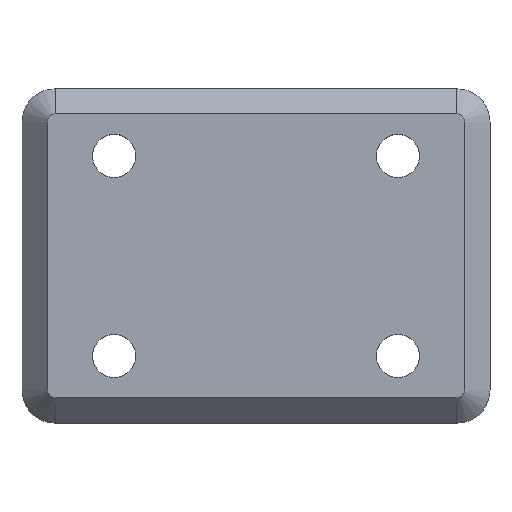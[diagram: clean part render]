
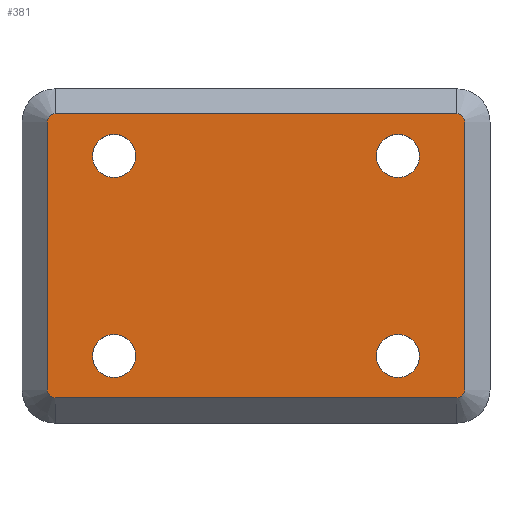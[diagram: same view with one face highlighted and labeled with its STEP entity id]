
A CAD part, top view. The second image highlights one B-rep face of the part: STEP entity #381.
In plain terms, the highlighted planar face has unit normal (0, 0, 1).
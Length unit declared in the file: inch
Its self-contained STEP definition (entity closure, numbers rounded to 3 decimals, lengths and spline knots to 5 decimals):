
#15=FACE_BOUND('',#90,.T.);
#16=FACE_BOUND('',#91,.T.);
#17=FACE_BOUND('',#92,.T.);
#18=FACE_BOUND('',#93,.T.);
#32=CIRCLE('',#408,0.025);
#34=CIRCLE('',#412,0.025);
#36=CIRCLE('',#416,0.025);
#38=CIRCLE('',#420,0.025);
#41=CIRCLE('',#428,0.0645);
#42=CIRCLE('',#429,0.0645);
#43=CIRCLE('',#430,0.0645);
#44=CIRCLE('',#431,0.0645);
#67=FACE_OUTER_BOUND('',#89,.T.);
#89=EDGE_LOOP('',(#303,#304,#305,#306,#307,#308,#309,#310));
#90=EDGE_LOOP('',(#311));
#91=EDGE_LOOP('',(#312));
#92=EDGE_LOOP('',(#313));
#93=EDGE_LOOP('',(#314));
#110=LINE('',#574,#142);
#114=LINE('',#586,#146);
#118=LINE('',#598,#150);
#122=LINE('',#610,#154);
#142=VECTOR('',#454,0.3937);
#146=VECTOR('',#466,0.3937);
#150=VECTOR('',#478,0.3937);
#154=VECTOR('',#490,0.3937);
#171=VERTEX_POINT('',#567);
#174=VERTEX_POINT('',#572);
#175=VERTEX_POINT('',#576);
#177=VERTEX_POINT('',#582);
#179=VERTEX_POINT('',#588);
#181=VERTEX_POINT('',#594);
#183=VERTEX_POINT('',#600);
#185=VERTEX_POINT('',#606);
#192=VERTEX_POINT('',#633);
#193=VERTEX_POINT('',#635);
#194=VERTEX_POINT('',#637);
#195=VERTEX_POINT('',#639);
#206=EDGE_CURVE('',#174,#171,#110,.T.);
#209=EDGE_CURVE('',#171,#175,#32,.T.);
#212=EDGE_CURVE('',#175,#177,#114,.T.);
#215=EDGE_CURVE('',#177,#179,#34,.T.);
#218=EDGE_CURVE('',#179,#181,#118,.T.);
#221=EDGE_CURVE('',#181,#183,#36,.T.);
#224=EDGE_CURVE('',#183,#185,#122,.T.);
#226=EDGE_CURVE('',#185,#174,#38,.T.);
#236=EDGE_CURVE('',#192,#192,#41,.T.);
#237=EDGE_CURVE('',#193,#193,#42,.T.);
#238=EDGE_CURVE('',#194,#194,#43,.T.);
#239=EDGE_CURVE('',#195,#195,#44,.T.);
#303=ORIENTED_EDGE('',*,*,#206,.F.);
#304=ORIENTED_EDGE('',*,*,#226,.F.);
#305=ORIENTED_EDGE('',*,*,#224,.F.);
#306=ORIENTED_EDGE('',*,*,#221,.F.);
#307=ORIENTED_EDGE('',*,*,#218,.F.);
#308=ORIENTED_EDGE('',*,*,#215,.F.);
#309=ORIENTED_EDGE('',*,*,#212,.F.);
#310=ORIENTED_EDGE('',*,*,#209,.F.);
#311=ORIENTED_EDGE('',*,*,#236,.T.);
#312=ORIENTED_EDGE('',*,*,#237,.T.);
#313=ORIENTED_EDGE('',*,*,#238,.T.);
#314=ORIENTED_EDGE('',*,*,#239,.T.);
#365=PLANE('',#427);
#381=ADVANCED_FACE('',(#67,#15,#16,#17,#18),#365,.T.);
#408=AXIS2_PLACEMENT_3D('',#580,#460,#461);
#412=AXIS2_PLACEMENT_3D('',#592,#472,#473);
#416=AXIS2_PLACEMENT_3D('',#604,#484,#485);
#420=AXIS2_PLACEMENT_3D('',#613,#495,#496);
#427=AXIS2_PLACEMENT_3D('',#632,#516,#517);
#428=AXIS2_PLACEMENT_3D('',#634,#518,#519);
#429=AXIS2_PLACEMENT_3D('',#636,#520,#521);
#430=AXIS2_PLACEMENT_3D('',#638,#522,#523);
#431=AXIS2_PLACEMENT_3D('',#640,#524,#525);
#454=DIRECTION('',(-1.,0.,0.));
#460=DIRECTION('center_axis',(0.,0.,-1.));
#461=DIRECTION('ref_axis',(-0.707,-0.707,0.));
#466=DIRECTION('',(0.,1.,0.));
#472=DIRECTION('center_axis',(0.,0.,-1.));
#473=DIRECTION('ref_axis',(-0.707,0.707,0.));
#478=DIRECTION('',(1.,0.,0.));
#484=DIRECTION('center_axis',(0.,0.,-1.));
#485=DIRECTION('ref_axis',(0.707,0.707,0.));
#490=DIRECTION('',(0.,-1.,0.));
#495=DIRECTION('center_axis',(0.,0.,-1.));
#496=DIRECTION('ref_axis',(0.707,-0.707,0.));
#516=DIRECTION('center_axis',(0.,0.,1.));
#517=DIRECTION('ref_axis',(0.,1.,0.));
#518=DIRECTION('center_axis',(0.,0.,-1.));
#519=DIRECTION('ref_axis',(1.,0.,0.));
#520=DIRECTION('center_axis',(0.,0.,-1.));
#521=DIRECTION('ref_axis',(1.,0.,0.));
#522=DIRECTION('center_axis',(0.,0.,-1.));
#523=DIRECTION('ref_axis',(1.,0.,0.));
#524=DIRECTION('center_axis',(0.,0.,-1.));
#525=DIRECTION('ref_axis',(1.,0.,0.));
#567=CARTESIAN_POINT('',(34.08758,-5.9565,1.47756));
#572=CARTESIAN_POINT('',(35.28758,-5.9565,1.47756));
#574=CARTESIAN_POINT('',(34.68758,-5.9565,1.47756));
#576=CARTESIAN_POINT('',(34.06258,-5.9315,1.47756));
#580=CARTESIAN_POINT('Origin',(34.08758,-5.9315,1.47756));
#582=CARTESIAN_POINT('',(34.06258,-5.1315,1.47756));
#586=CARTESIAN_POINT('',(34.06258,-5.7815,1.47756));
#588=CARTESIAN_POINT('',(34.08758,-5.1065,1.47756));
#592=CARTESIAN_POINT('Origin',(34.08758,-5.1315,1.47756));
#594=CARTESIAN_POINT('',(35.28758,-5.1065,1.47756));
#598=CARTESIAN_POINT('',(34.68758,-5.1065,1.47756));
#600=CARTESIAN_POINT('',(35.31258,-5.1315,1.47756));
#604=CARTESIAN_POINT('Origin',(35.28758,-5.1315,1.47756));
#606=CARTESIAN_POINT('',(35.31258,-5.9315,1.47756));
#610=CARTESIAN_POINT('',(35.31258,-5.7815,1.47756));
#613=CARTESIAN_POINT('Origin',(35.28758,-5.9315,1.47756));
#632=CARTESIAN_POINT('Origin',(34.68758,-6.0315,1.47756));
#633=CARTESIAN_POINT('',(35.04746,-5.83071,1.47756));
#634=CARTESIAN_POINT('Origin',(35.11196,-5.83071,1.47756));
#635=CARTESIAN_POINT('',(34.1987,-5.23228,1.47756));
#636=CARTESIAN_POINT('Origin',(34.2632,-5.23228,1.47756));
#637=CARTESIAN_POINT('',(35.04746,-5.23228,1.47756));
#638=CARTESIAN_POINT('Origin',(35.11196,-5.23228,1.47756));
#639=CARTESIAN_POINT('',(34.1987,-5.83071,1.47756));
#640=CARTESIAN_POINT('Origin',(34.2632,-5.83071,1.47756));
